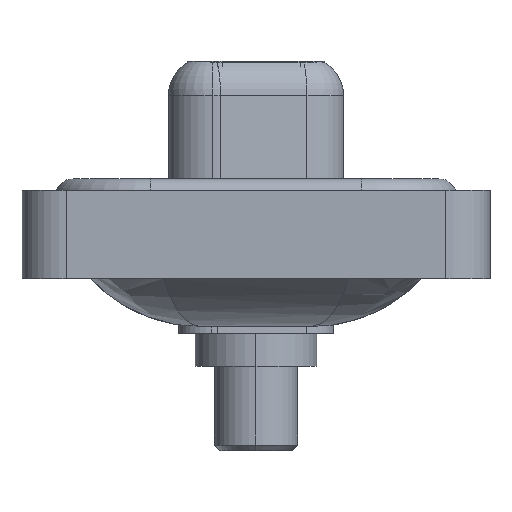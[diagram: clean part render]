
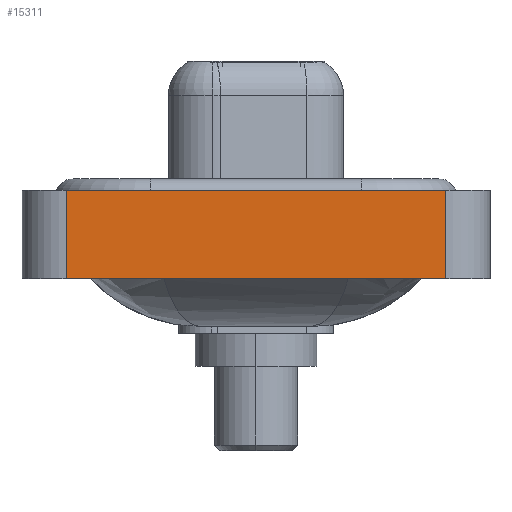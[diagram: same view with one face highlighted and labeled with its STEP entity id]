
A CAD part, left-side view. The second image highlights one B-rep face of the part: STEP entity #15311.
In plain terms, the highlighted planar face has unit normal (-1, 0, 0).
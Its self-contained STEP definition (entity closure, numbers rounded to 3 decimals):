
#190 = LINE ( 'NONE', #20988, #19566 ) ;
#299 = AXIS2_PLACEMENT_3D ( 'NONE', #19055, #12959, #10955 ) ;
#592 = CARTESIAN_POINT ( 'NONE',  ( -7.35, -8.55, -3.6 ) ) ;
#2485 = CARTESIAN_POINT ( 'NONE',  ( -7.35, -8.55, -3.6 ) ) ;
#2835 = LINE ( 'NONE', #8328, #16707 ) ;
#3424 = VECTOR ( 'NONE', #9716, 1000. ) ;
#4121 = CARTESIAN_POINT ( 'NONE',  ( -7.35, -8.55, 0.4 ) ) ;
#4378 = EDGE_CURVE ( 'NONE', #7152, #7170, #2835, .T. ) ;
#5240 = ORIENTED_EDGE ( 'NONE', *, *, #4378, .F. ) ;
#5904 = CARTESIAN_POINT ( 'NONE',  ( -7.35, 8.55, 0.4 ) ) ;
#7152 = VERTEX_POINT ( 'NONE', #13254 ) ;
#7170 = VERTEX_POINT ( 'NONE', #5904 ) ;
#7613 = PLANE ( 'NONE',  #299 ) ;
#8328 = CARTESIAN_POINT ( 'NONE',  ( -7.35, 8.55, -3.6 ) ) ;
#9542 = VECTOR ( 'NONE', #12060, 1000. ) ;
#9716 = DIRECTION ( 'NONE',  ( 0., -1., 0. ) ) ;
#10210 = ORIENTED_EDGE ( 'NONE', *, *, #18118, .T. ) ;
#10955 = DIRECTION ( 'NONE',  ( 0., 0., 1. ) ) ;
#12060 = DIRECTION ( 'NONE',  ( 0., -1., 0. ) ) ;
#12959 = DIRECTION ( 'NONE',  ( -1., 0., 0. ) ) ;
#13254 = CARTESIAN_POINT ( 'NONE',  ( -7.35, 8.55, -3.6 ) ) ;
#15311 = ADVANCED_FACE ( 'NONE', ( #18933 ), #7613, .T. ) ;
#15492 = EDGE_CURVE ( 'NONE', #7170, #18120, #23404, .T. ) ;
#15623 = ORIENTED_EDGE ( 'NONE', *, *, #15492, .F. ) ;
#16333 = EDGE_LOOP ( 'NONE', ( #24512, #15623, #5240, #10210 ) ) ;
#16707 = VECTOR ( 'NONE', #18140, 1000. ) ;
#17931 = CARTESIAN_POINT ( 'NONE',  ( -7.35, -8.55, 0.4 ) ) ;
#18118 = EDGE_CURVE ( 'NONE', #7152, #23408, #19551, .T. ) ;
#18120 = VERTEX_POINT ( 'NONE', #17931 ) ;
#18140 = DIRECTION ( 'NONE',  ( 0., 0., 1. ) ) ;
#18933 = FACE_OUTER_BOUND ( 'NONE', #16333, .T. ) ;
#19055 = CARTESIAN_POINT ( 'NONE',  ( -7.35, -8.55, -3.6 ) ) ;
#19124 = DIRECTION ( 'NONE',  ( 0., 0., 1. ) ) ;
#19551 = LINE ( 'NONE', #2485, #9542 ) ;
#19566 = VECTOR ( 'NONE', #19124, 1000. ) ;
#20988 = CARTESIAN_POINT ( 'NONE',  ( -7.35, -8.55, -3.6 ) ) ;
#23404 = LINE ( 'NONE', #4121, #3424 ) ;
#23408 = VERTEX_POINT ( 'NONE', #592 ) ;
#23948 = EDGE_CURVE ( 'NONE', #23408, #18120, #190, .T. ) ;
#24512 = ORIENTED_EDGE ( 'NONE', *, *, #23948, .T. ) ;
